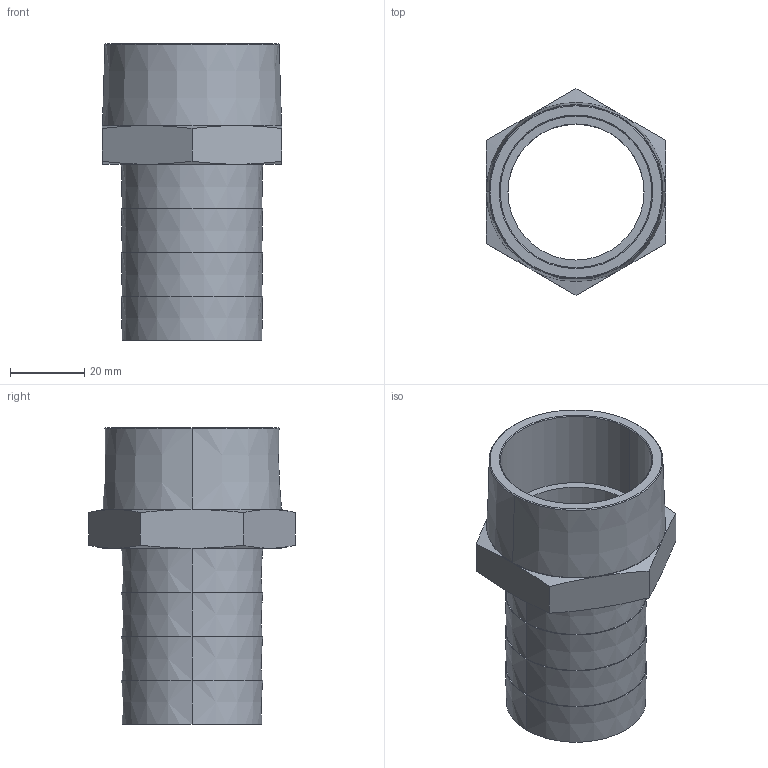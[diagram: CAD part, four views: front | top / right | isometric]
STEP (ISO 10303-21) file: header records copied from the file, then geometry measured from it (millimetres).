
FILE_DESCRIPTION (( 'STEP AP203' ), '1' );
FILE_NAME ('Hose Nipple 1.5 in,Class 150.STEP', '2025-05-09T01:44:37', '' );
FILE_SCHEMA (( 'CONFIG_CONTROL_DESIGN' ));
Length unit declared in the file: inch
Products named in the file (1): Hose Nipple 1.5 in,Class 150
Bounding box: 48.26 x 55.73 x 80.01 mm (x, y, z)
Volume: 23424.4 mm3; surface area: 21961.9 mm2
Topology: 1 solids, 1 shells, 47 faces, 98 edges, 58 vertices
Faces by surface type: cone 26, plane 13, cylinder 8
Entity records: 1397 total; most frequent: CARTESIAN_POINT 324, DIRECTION 216, ORIENTED_EDGE 196, EDGE_CURVE 98, AXIS2_PLACEMENT_3D 94, VERTEX_POINT 58, EDGE_LOOP 54, FACE_OUTER_BOUND 47
